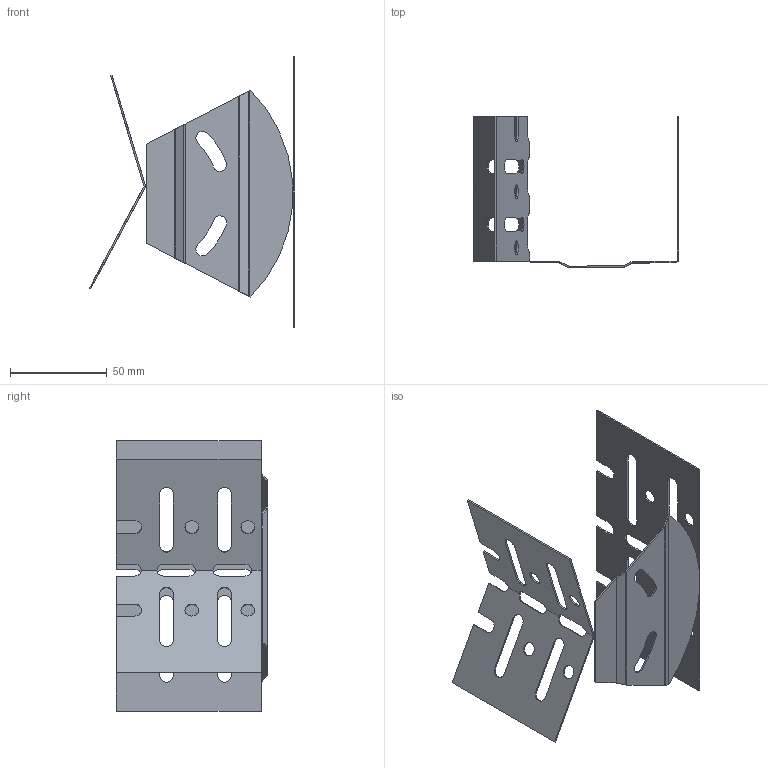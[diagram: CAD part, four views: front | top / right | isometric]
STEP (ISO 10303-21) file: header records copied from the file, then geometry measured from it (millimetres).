
FILE_DESCRIPTION (( 'STEP AP203' ), '1' );
FILE_NAME ('Óãîë ãîðèçîíòàëüíûé èçìåíÿåìûé_36012.STEP', '2013-04-18T09:53:16', ( 'Àñååâ' ), ( '' ), 'SwSTEP 2.0', 'SolidWorks 2012', '' );
FILE_SCHEMA (( 'CONFIG_CONTROL_DESIGN' ));
Length unit declared in the file: millimetre
Products named in the file (4): Óãîë ãîðèçîíòàëüíûé èçìåíÿåìûé_36012; �������� GTE �80,100_����⨭� GTE80 �80 㣮�; �������� GTE �80,100_����⨭� GTE100 �80; ﾎ魵瑙韃_若ｭｮ｢ｭｨ･ 80
Assembly tree (3 placements, depth 2):
  Óãîë ãîðèçîíòàëüíûé èçìåíÿåìûé_36012
    ﾎ魵瑙韃_若ｭｮ｢ｭｨ･ 80
    �������� GTE �80,100_����⨭� GTE100 �80
    �������� GTE �80,100_����⨭� GTE80 �80 㣮�
Bounding box: 106.21 x 78.3 x 140 mm (x, y, z)
Volume: 17352.9 mm3; surface area: 45329.1 mm2
Topology: 3 solids, 3 shells, 139 faces, 387 edges, 250 vertices
Faces by surface type: plane 76, cylinder 63
Full cylindrical faces by diameter (mm): 7 x8
Entity records: 4901 total; most frequent: CARTESIAN_POINT 822, DIRECTION 763, ORIENTED_EDGE 758, EDGE_CURVE 379, AXIS2_PLACEMENT_3D 255, VECTOR 253, LINE 253, VERTEX_POINT 250
